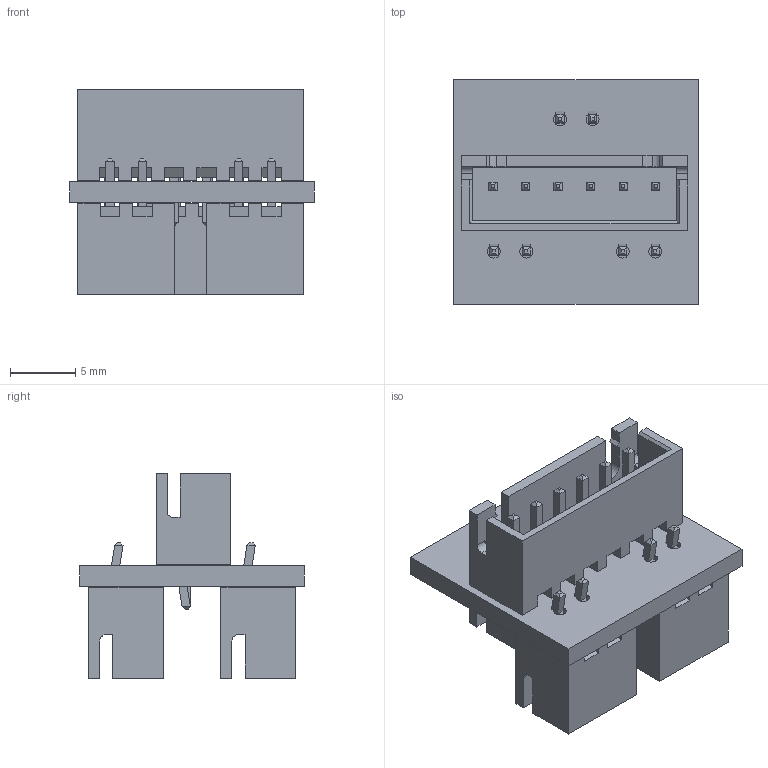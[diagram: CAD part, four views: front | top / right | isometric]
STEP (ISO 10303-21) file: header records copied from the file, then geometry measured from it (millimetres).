
FILE_DESCRIPTION(('KiCad electronic assembly'),'2;1');
FILE_NAME('','2021-10-03T00:39:36',('An Author'),('A Company'), 'Open CASCADE STEP processor 6.9','KiCad to STEP converter','Unknown' );
FILE_SCHEMA(('AUTOMOTIVE_DESIGN { 1 0 10303 214 1 1 1 1 }'));
Length unit declared in the file: millimetre
Products named in the file (6): Open CASCADE STEP translator 6.9 1; JST_XH_B2B-XH-A_1x02_P2.50mm_Vertical; SOLID; JST_XH_B6B-XH-A_1x06_P2.50mm_Vertical; COMPOUND
Assembly tree (7 placements, depth 3):
  Open CASCADE STEP translator 6.9 1
    JST_XH_B2B-XH-A_1x02_P2.50mm_Vertical  x3
      SOLID
    JST_XH_B6B-XH-A_1x06_P2.50mm_Vertical
      SOLID
    COMPOUND
Bounding box: 18.8 x 17.27 x 15.7 mm (x, y, z)
Volume: 1310 mm3; surface area: 2858.5 mm2
Topology: 5 solids, 5 shells, 474 faces, 1248 edges, 808 vertices
Faces by surface type: plane 446, cylinder 28
Full cylindrical faces by diameter (mm): 0.95 x6, 1 x6
Entity records: 21061 total; most frequent: CARTESIAN_POINT 3278, DIRECTION 2930, LINE 2230, VECTOR 2230, ORIENTED_EDGE 1540, PCURVE 1540, DEFINITIONAL_REPRESENTATION 1540, EDGE_CURVE 770
